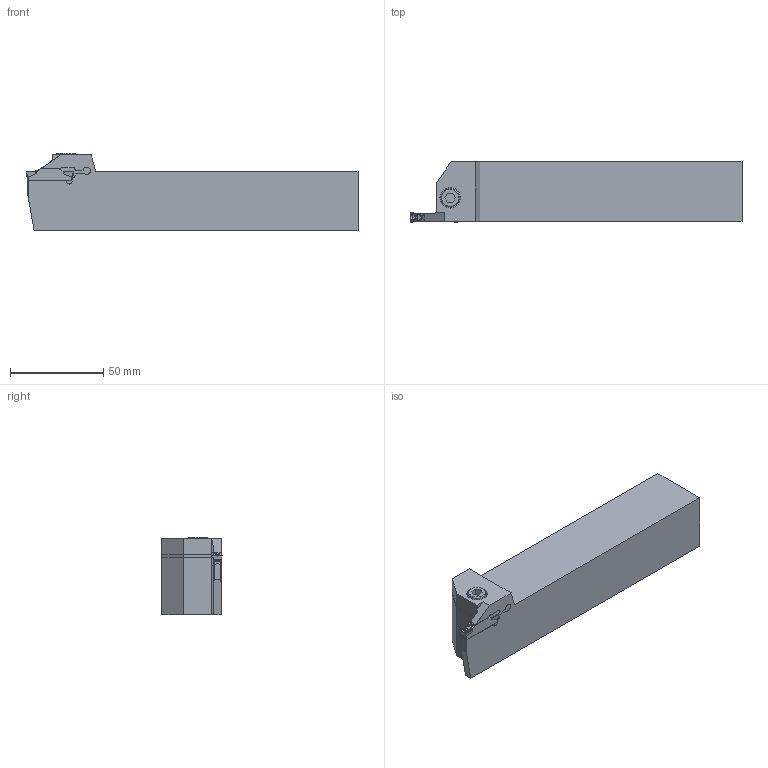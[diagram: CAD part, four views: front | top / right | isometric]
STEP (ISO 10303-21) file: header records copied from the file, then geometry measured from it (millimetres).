
FILE_DESCRIPTION(/* description */ (''),/* implementation_level */ '2;1');
FILE_NAME(/* name */ 'qehd20-05er13.stp',/* time_stamp */ '2023-06-02T15:21:36+08:00',/* author */ (''),/* organization */ (''),/* preprocessor_version */ 'ST-DEVELOPER v16.7',/* originating_system */ 'SIEMENS PLM Software NX 12.0',/* authorisation */ '');
FILE_SCHEMA (('AUTOMOTIVE_DESIGN { 1 0 10303 214 3 1 1 1 }'));
Length unit declared in the file: millimetre
Products named in the file (5): BP-ZTHD0504-MG; M6x20(GB70-85); POCKET-QHGD-R_PLMNX-ARRAGMNTArrangement 1; LD-M6X20_PLM; qehd20-05er13
Assembly tree (4 placements, depth 3):
  qehd20-05er13
    LD-M6X20_PLM
      M6x20(GB70-85)
    POCKET-QHGD-R_PLMNX-ARRAGMNTArrangement 1
      BP-ZTHD0504-MG
Bounding box: 177.8 x 32.25 x 41.75 mm (x, y, z)
Surface area: 52162.9 mm2
Topology: 4 solids, 4 shells, 590 faces, 1418 edges, 846 vertices
Faces by surface type: bspline 292, plane 142, cylinder 132, cone 10, sphere 8, torus 6
Full cylindrical faces by diameter (mm): 5 x2, 5.795 x1, 6.5 x3, 10 x1, 11 x2
Entity records: 26187 total; most frequent: CARTESIAN_POINT 10664, ORIENTED_EDGE 2786, DIRECTION 2074, EDGE_CURVE 1393, VERTEX_POINT 840, AXIS2_PLACEMENT_3D 828, EDGE_LOOP 619, ADVANCED_FACE 590
